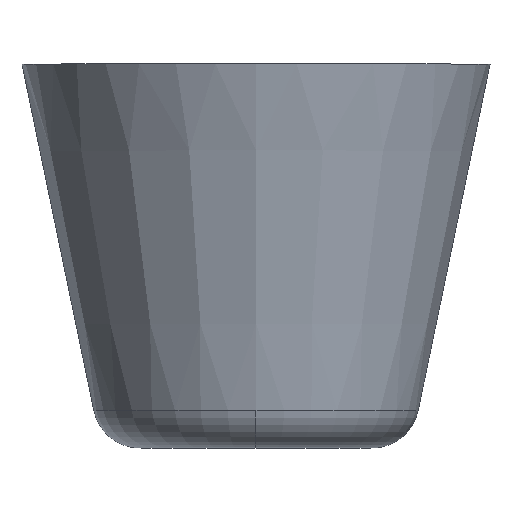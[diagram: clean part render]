
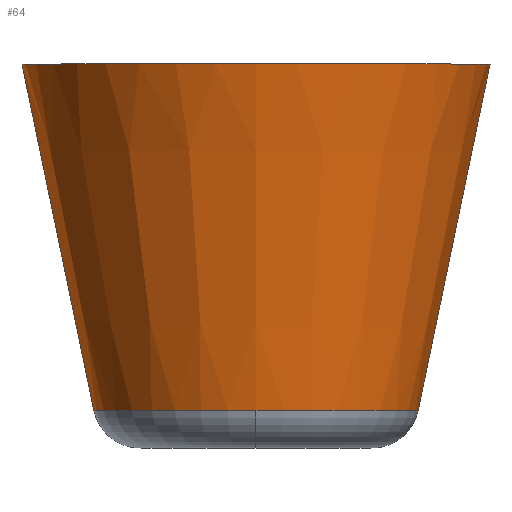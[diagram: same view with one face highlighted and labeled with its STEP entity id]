
A CAD part, top view. The second image highlights one B-rep face of the part: STEP entity #64.
In plain terms, the highlighted conical face has half-angle 11.712 degrees and reference radius 10.582 mm.
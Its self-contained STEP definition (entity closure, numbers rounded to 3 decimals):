
#64=ADVANCED_FACE('',(#157),#158,.T.);
#157=FACE_OUTER_BOUND('',#287,.T.);
#158=CONICAL_SURFACE('',#288,10.582,0.204);
#287=EDGE_LOOP('',(#403,#404,#405,#406,#407));
#288=AXIS2_PLACEMENT_3D('',#408,#409,#410);
#403=ORIENTED_EDGE('',*,*,#689,.F.);
#404=ORIENTED_EDGE('',*,*,#690,.T.);
#405=ORIENTED_EDGE('',*,*,#691,.T.);
#406=ORIENTED_EDGE('',*,*,#692,.F.);
#407=ORIENTED_EDGE('',*,*,#693,.F.);
#408=CARTESIAN_POINT('',(0.0,-9.254,0.0));
#409=DIRECTION('',(0.0,1.0,-0.0));
#410=DIRECTION('',(-1.0,0.0,0.0));
#689=EDGE_CURVE('',#796,#797,#798,.T.);
#690=EDGE_CURVE('',#796,#799,#800,.T.);
#691=EDGE_CURVE('',#799,#801,#802,.T.);
#692=EDGE_CURVE('',#803,#801,#804,.T.);
#693=EDGE_CURVE('',#797,#803,#805,.T.);
#796=VERTEX_POINT('',#949);
#797=VERTEX_POINT('',#950);
#798=LINE('',#951,#952);
#799=VERTEX_POINT('',#953);
#800=CIRCLE('',#954,8.663);
#801=VERTEX_POINT('',#955);
#802=CIRCLE('',#956,8.663);
#803=VERTEX_POINT('',#957);
#804=LINE('',#958,#959);
#805=CIRCLE('',#960,12.5);
#949=CARTESIAN_POINT('',(-8.663,-18.508,0.0));
#950=CARTESIAN_POINT('',(-12.5,0.,0.0));
#951=CARTESIAN_POINT('',(-10.582,-9.254,0.));
#952=VECTOR('',#1125,1.0);
#953=CARTESIAN_POINT('',(0.,-18.508,8.663));
#954=AXIS2_PLACEMENT_3D('',#1126,#1127,#1128);
#955=CARTESIAN_POINT('',(8.663,-18.508,0.));
#956=AXIS2_PLACEMENT_3D('',#1129,#1130,#1131);
#957=CARTESIAN_POINT('',(12.5,0.0,0.));
#958=CARTESIAN_POINT('',(10.582,-9.254,0.));
#959=VECTOR('',#1132,1.0);
#960=AXIS2_PLACEMENT_3D('',#1133,#1134,#1135);
#1125=DIRECTION('',(-0.203,0.979,0.));
#1126=CARTESIAN_POINT('',(0.0,-18.508,0.0));
#1127=DIRECTION('',(0.0,1.0,0.0));
#1128=DIRECTION('',(-1.0,0.0,0.0));
#1129=CARTESIAN_POINT('',(0.0,-18.508,0.0));
#1130=DIRECTION('',(0.0,1.0,0.0));
#1131=DIRECTION('',(-1.0,0.0,0.0));
#1132=DIRECTION('',(-0.203,-0.979,0.));
#1133=CARTESIAN_POINT('',(0.0,0.0,0.0));
#1134=DIRECTION('',(0.0,1.0,0.0));
#1135=DIRECTION('',(-1.0,0.0,0.0));
